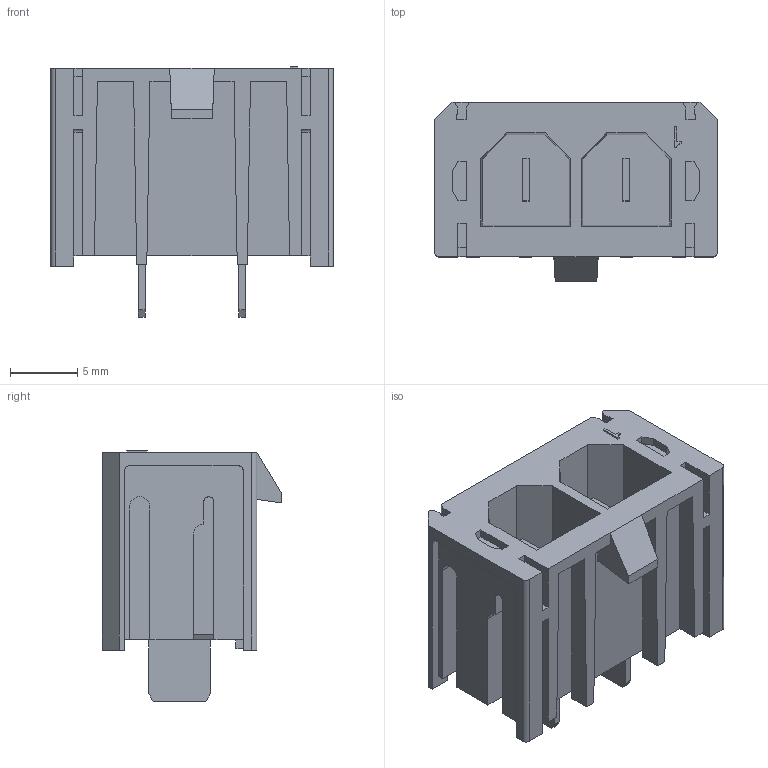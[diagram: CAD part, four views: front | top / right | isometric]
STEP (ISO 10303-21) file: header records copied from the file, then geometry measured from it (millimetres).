
FILE_DESCRIPTION((''),'2;1');
FILE_NAME('1720420201','2015-09-10T',('me'),(''),'PRO/ENGINEER BY PARAMETRIC TECHNOLOGY CORPORATION, 2011490','PRO/ENGINEER BY PARAMETRIC TECHNOLOGY CORPORATION, 2011490','');
FILE_SCHEMA(('CONFIG_CONTROL_DESIGN'));
Length unit declared in the file: millimetre
Products named in the file (1): 1720420201
Bounding box: 21.08 x 13.39 x 18.67 mm (x, y, z)
Volume: 1756.8 mm3; surface area: 2667.9 mm2
Topology: 1 solids, 1 shells, 265 faces, 736 edges, 490 vertices
Faces by surface type: plane 187, cylinder 46, torus 32
Entity records: 8479 total; most frequent: CARTESIAN_POINT 1484, ORIENTED_EDGE 1456, DIRECTION 1428, EDGE_CURVE 728, VECTOR 576, LINE 576, VERTEX_POINT 482, AXIS2_PLACEMENT_3D 426
